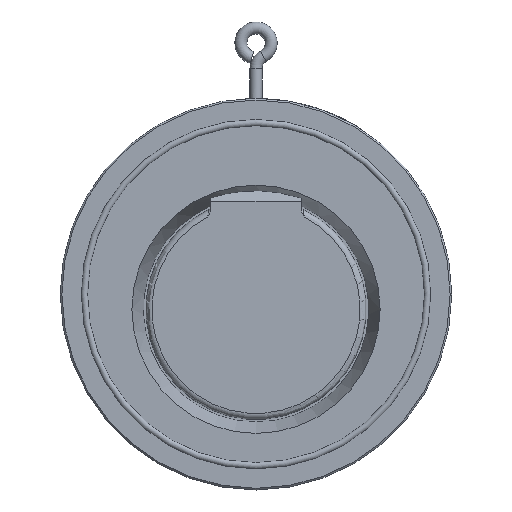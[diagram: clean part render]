
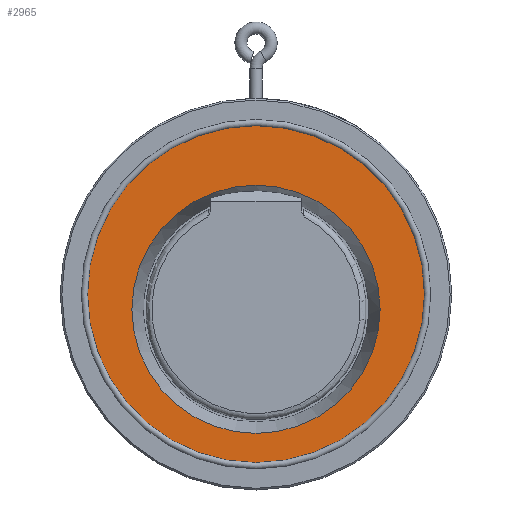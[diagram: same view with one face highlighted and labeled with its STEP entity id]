
A CAD part, top view. The second image highlights one B-rep face of the part: STEP entity #2965.
In plain terms, the highlighted planar face has unit normal (0, 0, 1).
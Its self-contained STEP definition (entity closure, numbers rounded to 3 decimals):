
#75 = EDGE_CURVE ( 'NONE', #3970, #3970, #9284, .T. ) ;
#113 = CARTESIAN_POINT ( 'NONE',  ( 0., 0., 0. ) ) ;
#236 = EDGE_LOOP ( 'NONE', ( #9102 ) ) ;
#423 = FACE_BOUND ( 'NONE', #1474, .T. ) ;
#569 = DIRECTION ( 'NONE',  ( -1., 0., 0. ) ) ;
#1474 = EDGE_LOOP ( 'NONE', ( #1610 ) ) ;
#1610 = ORIENTED_EDGE ( 'NONE', *, *, #10003, .F. ) ;
#1825 = DIRECTION ( 'NONE',  ( 1., 0., 0. ) ) ;
#2965 = ADVANCED_FACE ( 'NONE', ( #423, #4926 ), #6002, .T. ) ;
#3650 = CARTESIAN_POINT ( 'NONE',  ( 0., -7.5, 0. ) ) ;
#3970 = VERTEX_POINT ( 'NONE', #6690 ) ;
#4470 = DIRECTION ( 'NONE',  ( 0., -1., 0. ) ) ;
#4926 = FACE_OUTER_BOUND ( 'NONE', #236, .T. ) ;
#5240 = AXIS2_PLACEMENT_3D ( 'NONE', #10712, #5639, #569 ) ;
#5639 = DIRECTION ( 'NONE',  ( 0., 0., -1. ) ) ;
#5937 = CARTESIAN_POINT ( 'NONE',  ( 0., -69.156, 0. ) ) ;
#6002 = PLANE ( 'NONE',  #9899 ) ;
#6690 = CARTESIAN_POINT ( 'NONE',  ( -83.72, 0., 0. ) ) ;
#6870 = DIRECTION ( 'NONE',  ( 0., 0., 1. ) ) ;
#6968 = CIRCLE ( 'NONE', #10716, 61.656 ) ;
#8585 = VERTEX_POINT ( 'NONE', #5937 ) ;
#9102 = ORIENTED_EDGE ( 'NONE', *, *, #75, .F. ) ;
#9284 = CIRCLE ( 'NONE', #5240, 83.72 ) ;
#9536 = DIRECTION ( 'NONE',  ( 0., 0., 1. ) ) ;
#9899 = AXIS2_PLACEMENT_3D ( 'NONE', #113, #6870, #1825 ) ;
#10003 = EDGE_CURVE ( 'NONE', #8585, #8585, #6968, .T. ) ;
#10712 = CARTESIAN_POINT ( 'NONE',  ( 0., 0., 0. ) ) ;
#10716 = AXIS2_PLACEMENT_3D ( 'NONE', #3650, #9536, #4470 ) ;
